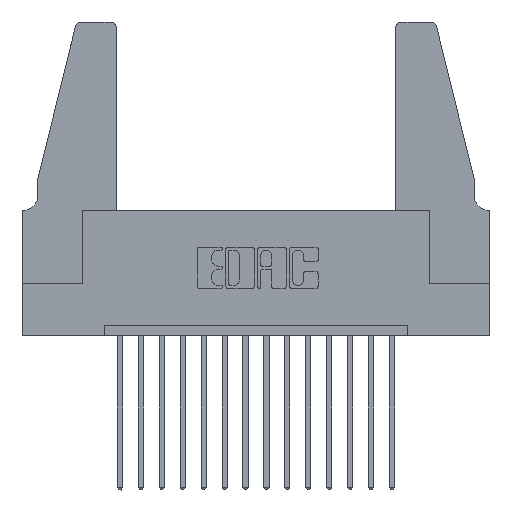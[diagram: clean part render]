
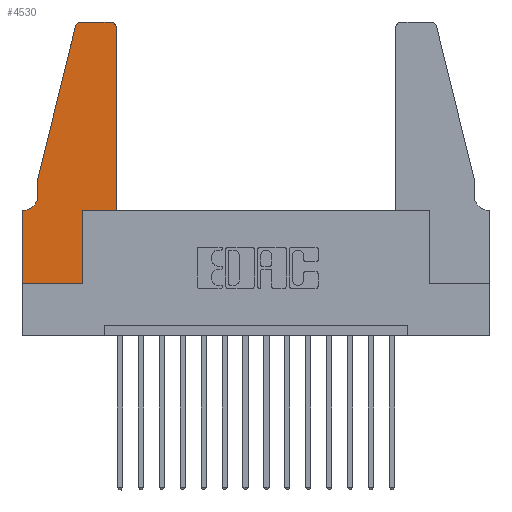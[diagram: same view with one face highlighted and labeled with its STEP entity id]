
A CAD part, top view. The second image highlights one B-rep face of the part: STEP entity #4530.
In plain terms, the highlighted planar face has unit normal (0, 0, 1).
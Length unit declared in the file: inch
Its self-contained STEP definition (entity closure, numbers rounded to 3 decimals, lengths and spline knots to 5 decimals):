
#123 = DIRECTION ( 'NONE',  ( 0., 0., -1. ) ) ;
#246 = EDGE_CURVE ( 'NONE', #7673, #14868, #4483, .T. ) ;
#336 = CARTESIAN_POINT ( 'NONE',  ( 0.284, 1.22, 0.37 ) ) ;
#426 = EDGE_CURVE ( 'NONE', #13257, #15765, #2701, .T. ) ;
#508 = DIRECTION ( 'NONE',  ( 1., 0., 0. ) ) ;
#671 = EDGE_CURVE ( 'NONE', #15765, #7673, #14212, .T. ) ;
#757 = VERTEX_POINT ( 'NONE', #2106 ) ;
#1313 = CARTESIAN_POINT ( 'NONE',  ( 0., 0.35, 0.37 ) ) ;
#1521 = CARTESIAN_POINT ( 'NONE',  ( 0.2865, 0.35, 0.37 ) ) ;
#1568 = DIRECTION ( 'NONE',  ( 0., -1., 0. ) ) ;
#1650 = ORIENTED_EDGE ( 'NONE', *, *, #7258, .T. ) ;
#1740 = EDGE_CURVE ( 'NONE', #757, #13257, #12362, .T. ) ;
#2093 = VECTOR ( 'NONE', #15298, 39.37008 ) ;
#2106 = CARTESIAN_POINT ( 'NONE',  ( 0.4505, 0.35, 0.37 ) ) ;
#2673 = VECTOR ( 'NONE', #6860, 39.37008 ) ;
#2701 = CIRCLE ( 'NONE', #5363, 0.03 ) ;
#2828 = VERTEX_POINT ( 'NONE', #10853 ) ;
#2840 = VECTOR ( 'NONE', #12204, 39.37008 ) ;
#3166 = ORIENTED_EDGE ( 'NONE', *, *, #246, .T. ) ;
#3294 = FACE_OUTER_BOUND ( 'NONE', #12389, .T. ) ;
#3435 = EDGE_CURVE ( 'NONE', #2828, #12511, #14343, .T. ) ;
#3660 = VECTOR ( 'NONE', #11659, 39.37008 ) ;
#3729 = CARTESIAN_POINT ( 'NONE',  ( 0.2865, 0.35, 0.37 ) ) ;
#3818 = DIRECTION ( 'NONE',  ( 0., 0., 1. ) ) ;
#4035 = DIRECTION ( 'NONE',  ( 0., 1., 0. ) ) ;
#4164 = ORIENTED_EDGE ( 'NONE', *, *, #3435, .T. ) ;
#4177 = CARTESIAN_POINT ( 'NONE',  ( 0., 0., 0.37 ) ) ;
#4331 = VERTEX_POINT ( 'NONE', #15631 ) ;
#4483 = CIRCLE ( 'NONE', #6114, 0.03 ) ;
#4530 = ADVANCED_FACE ( 'NONE', ( #3294 ), #8926, .T. ) ;
#4723 = DIRECTION ( 'NONE',  ( 1., 0., 0. ) ) ;
#5099 = EDGE_CURVE ( 'NONE', #10437, #757, #9813, .T. ) ;
#5147 = ORIENTED_EDGE ( 'NONE', *, *, #9397, .T. ) ;
#5193 = DIRECTION ( 'NONE',  ( 1., 0., 0. ) ) ;
#5280 = DIRECTION ( 'NONE',  ( 1., 0., 0. ) ) ;
#5363 = AXIS2_PLACEMENT_3D ( 'NONE', #15803, #6838, #508 ) ;
#5404 = CARTESIAN_POINT ( 'NONE',  ( 0.0755, 0.5, 0.37 ) ) ;
#5544 = EDGE_CURVE ( 'NONE', #10068, #4331, #5846, .T. ) ;
#5699 = CARTESIAN_POINT ( 'NONE',  ( 0., 0.35, 0.37 ) ) ;
#5724 = VECTOR ( 'NONE', #12062, 39.37008 ) ;
#5760 = ORIENTED_EDGE ( 'NONE', *, *, #1740, .T. ) ;
#5831 = ORIENTED_EDGE ( 'NONE', *, *, #7459, .T. ) ;
#5846 = LINE ( 'NONE', #9405, #2673 ) ;
#6114 = AXIS2_PLACEMENT_3D ( 'NONE', #336, #15429, #5280 ) ;
#6176 = CARTESIAN_POINT ( 'NONE',  ( 0.0055, 0.35, 0.37 ) ) ;
#6643 = VERTEX_POINT ( 'NONE', #5699 ) ;
#6838 = DIRECTION ( 'NONE',  ( 0., 0., 1. ) ) ;
#6860 = DIRECTION ( 'NONE',  ( 0., -1., 0. ) ) ;
#7258 = EDGE_CURVE ( 'NONE', #12511, #10437, #16378, .T. ) ;
#7459 = EDGE_CURVE ( 'NONE', #4331, #14720, #13733, .T. ) ;
#7673 = VERTEX_POINT ( 'NONE', #9281 ) ;
#7824 = DIRECTION ( 'NONE',  ( -1., 0., 0. ) ) ;
#7997 = VECTOR ( 'NONE', #9465, 39.37008 ) ;
#8142 = ORIENTED_EDGE ( 'NONE', *, *, #426, .T. ) ;
#8722 = VECTOR ( 'NONE', #1568, 39.37008 ) ;
#8823 = LINE ( 'NONE', #16133, #2840 ) ;
#8926 = PLANE ( 'NONE',  #15757 ) ;
#9276 = CARTESIAN_POINT ( 'NONE',  ( 0.25487, 1.22718, 0.37 ) ) ;
#9281 = CARTESIAN_POINT ( 'NONE',  ( 0.284, 1.25, 0.37 ) ) ;
#9397 = EDGE_CURVE ( 'NONE', #14868, #10068, #12850, .T. ) ;
#9405 = CARTESIAN_POINT ( 'NONE',  ( 0.0755, 0.5, 0.37 ) ) ;
#9465 = DIRECTION ( 'NONE',  ( 0., 1., 0. ) ) ;
#9813 = LINE ( 'NONE', #13027, #3660 ) ;
#9965 = CARTESIAN_POINT ( 'NONE',  ( 0.4505, 0.35, 0.37 ) ) ;
#10004 = ORIENTED_EDGE ( 'NONE', *, *, #5099, .T. ) ;
#10068 = VERTEX_POINT ( 'NONE', #5404 ) ;
#10081 = LINE ( 'NONE', #4177, #8722 ) ;
#10085 = CARTESIAN_POINT ( 'NONE',  ( 0.2605, 1.25, 0.37 ) ) ;
#10437 = VERTEX_POINT ( 'NONE', #3729 ) ;
#10853 = CARTESIAN_POINT ( 'NONE',  ( 0., 0., 0.37 ) ) ;
#10916 = ORIENTED_EDGE ( 'NONE', *, *, #15076, .T. ) ;
#10959 = VECTOR ( 'NONE', #4723, 39.37008 ) ;
#11018 = CARTESIAN_POINT ( 'NONE',  ( 0.4205, 1.25, 0.37 ) ) ;
#11470 = CARTESIAN_POINT ( 'NONE',  ( 0.4505, 1.22, 0.37 ) ) ;
#11552 = VECTOR ( 'NONE', #4035, 39.37008 ) ;
#11659 = DIRECTION ( 'NONE',  ( 1., 0., 0. ) ) ;
#11742 = AXIS2_PLACEMENT_3D ( 'NONE', #14165, #123, #7824 ) ;
#11743 = EDGE_CURVE ( 'NONE', #6643, #2828, #10081, .T. ) ;
#12062 = DIRECTION ( 'NONE',  ( -0.239, -0.971, 0. ) ) ;
#12204 = DIRECTION ( 'NONE',  ( -1., 0., 0. ) ) ;
#12230 = CARTESIAN_POINT ( 'NONE',  ( 0., 0., 0.37 ) ) ;
#12362 = LINE ( 'NONE', #9965, #7997 ) ;
#12389 = EDGE_LOOP ( 'NONE', ( #16276, #3166, #5147, #12554, #5831, #10916, #16368, #4164, #1650, #10004, #5760, #8142 ) ) ;
#12511 = VERTEX_POINT ( 'NONE', #14905 ) ;
#12554 = ORIENTED_EDGE ( 'NONE', *, *, #5544, .T. ) ;
#12850 = LINE ( 'NONE', #14587, #5724 ) ;
#13027 = CARTESIAN_POINT ( 'NONE',  ( 0.4505, 0.35, 0.37 ) ) ;
#13257 = VERTEX_POINT ( 'NONE', #11470 ) ;
#13733 = CIRCLE ( 'NONE', #11742, 0.07 ) ;
#14165 = CARTESIAN_POINT ( 'NONE',  ( 0.0055, 0.42, 0.37 ) ) ;
#14212 = LINE ( 'NONE', #10085, #2093 ) ;
#14343 = LINE ( 'NONE', #12230, #10959 ) ;
#14587 = CARTESIAN_POINT ( 'NONE',  ( 0.0755, 0.5, 0.37 ) ) ;
#14720 = VERTEX_POINT ( 'NONE', #6176 ) ;
#14868 = VERTEX_POINT ( 'NONE', #9276 ) ;
#14905 = CARTESIAN_POINT ( 'NONE',  ( 0.2865, 0., 0.37 ) ) ;
#15076 = EDGE_CURVE ( 'NONE', #14720, #6643, #8823, .T. ) ;
#15298 = DIRECTION ( 'NONE',  ( -1., 0., 0. ) ) ;
#15429 = DIRECTION ( 'NONE',  ( 0., 0., 1. ) ) ;
#15631 = CARTESIAN_POINT ( 'NONE',  ( 0.0755, 0.42, 0.37 ) ) ;
#15757 = AXIS2_PLACEMENT_3D ( 'NONE', #1313, #3818, #5193 ) ;
#15765 = VERTEX_POINT ( 'NONE', #11018 ) ;
#15803 = CARTESIAN_POINT ( 'NONE',  ( 0.4205, 1.22, 0.37 ) ) ;
#16133 = CARTESIAN_POINT ( 'NONE',  ( 0.0755, 0.35, 0.37 ) ) ;
#16276 = ORIENTED_EDGE ( 'NONE', *, *, #671, .T. ) ;
#16368 = ORIENTED_EDGE ( 'NONE', *, *, #11743, .T. ) ;
#16378 = LINE ( 'NONE', #1521, #11552 ) ;
